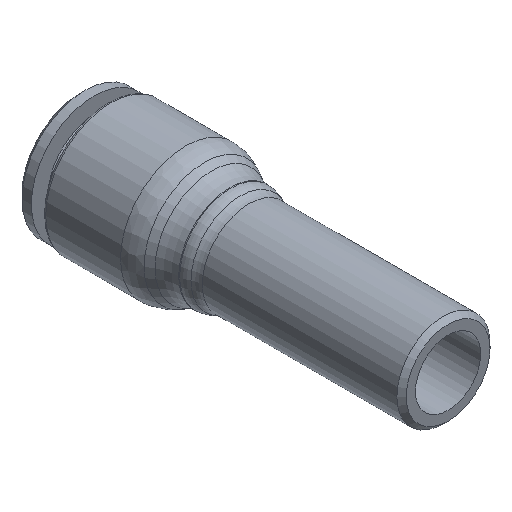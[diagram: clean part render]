
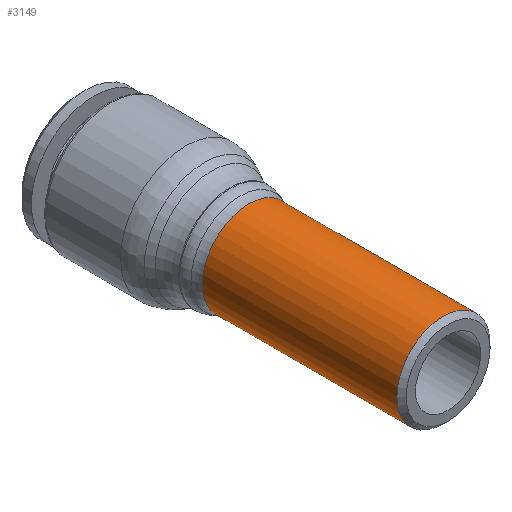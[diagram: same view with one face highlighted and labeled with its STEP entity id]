
A CAD part, isometric view. The second image highlights one B-rep face of the part: STEP entity #3149.
In plain terms, the highlighted cylindrical face has radius 5 mm (diameter 10 mm), a full revolution.
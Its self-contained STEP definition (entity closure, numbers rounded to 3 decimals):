
#26=CYLINDRICAL_SURFACE('',#3287,5.);
#49=CIRCLE('',#3288,5.);
#50=CIRCLE('',#3289,5.);
#1535=ORIENTED_EDGE('',*,*,#1996,.T.);
#1536=ORIENTED_EDGE('',*,*,#1997,.T.);
#1996=EDGE_CURVE('',#2296,#2296,#49,.T.);
#1997=EDGE_CURVE('',#2297,#2297,#50,.T.);
#2296=VERTEX_POINT('',#8965);
#2297=VERTEX_POINT('',#8967);
#2633=EDGE_LOOP('',(#1535));
#2634=EDGE_LOOP('',(#1536));
#2856=FACE_BOUND('',#2633,.T.);
#2857=FACE_BOUND('',#2634,.T.);
#3149=ADVANCED_FACE('',(#2856,#2857),#26,.T.);
#3287=AXIS2_PLACEMENT_3D('',#8963,#3814,#3815);
#3288=AXIS2_PLACEMENT_3D('',#8964,#3816,#3817);
#3289=AXIS2_PLACEMENT_3D('',#8966,#3818,#3819);
#3814=DIRECTION('',(0.,-1.,0.));
#3815=DIRECTION('',(0.,0.,-1.));
#3816=DIRECTION('',(0.,1.,0.));
#3817=DIRECTION('',(0.,0.,1.));
#3818=DIRECTION('',(0.,-1.,0.));
#3819=DIRECTION('',(0.,0.,-1.));
#8963=CARTESIAN_POINT('',(0.,-7.686,0.));
#8964=CARTESIAN_POINT('',(0.,0.5,0.));
#8965=CARTESIAN_POINT('',(0.,0.5,5.));
#8966=CARTESIAN_POINT('',(0.,21.386,0.));
#8967=CARTESIAN_POINT('',(0.,21.386,-5.));
